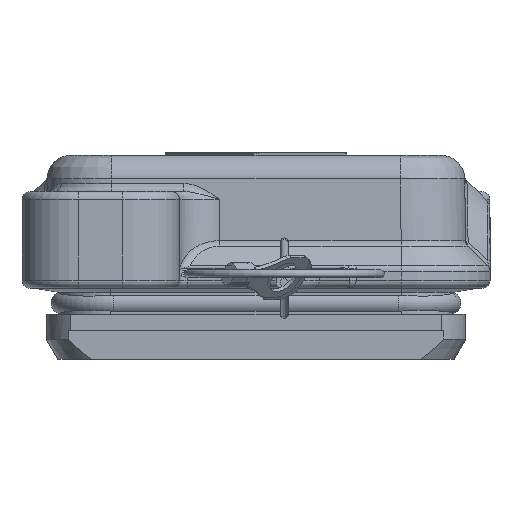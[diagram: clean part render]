
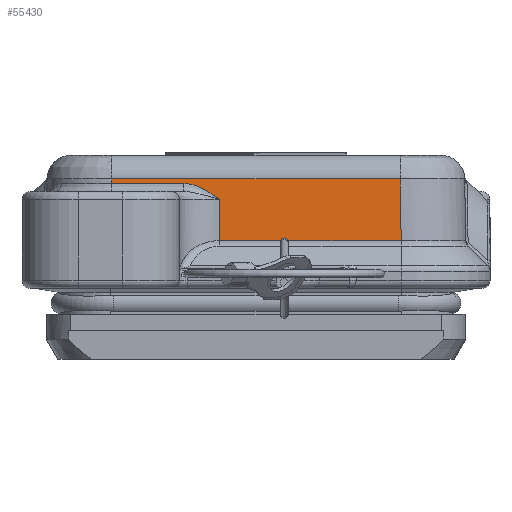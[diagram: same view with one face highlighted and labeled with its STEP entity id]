
A CAD part, left-side view. The second image highlights one B-rep face of the part: STEP entity #55430.
In plain terms, the highlighted face is planar.
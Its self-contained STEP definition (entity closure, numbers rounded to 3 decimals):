
#54000=CARTESIAN_POINT('',(137.122,-34.279,
-25.903));
#54010=DIRECTION('',(-1.,0.017,0.));
#54020=DIRECTION('',(0.017,1.,0.));
#54030=AXIS2_PLACEMENT_3D('',#54000,#54010,#54020);
#54040=PLANE('',#54030);
#54050=CARTESIAN_POINT('',(137.482,-13.619,
-30.5));
#54060=DIRECTION('',(0.017,1.,0.));
#54070=VECTOR('',#54060,1.);
#54080=LINE('',#54050,#54070);
#54090=CARTESIAN_POINT('',(137.289,-24.723,
-30.5));
#54100=VERTEX_POINT('',#54090);
#54110=CARTESIAN_POINT('',(137.378,-19.61,
-30.5));
#54120=VERTEX_POINT('',#54110);
#54130=EDGE_CURVE('',#54100,#54120,#54080,.T.);
#54140=ORIENTED_EDGE('',*,*,#54130,.T.);
#54150=CARTESIAN_POINT('',(137.289,-24.723,
-30.5));
#54160=CARTESIAN_POINT('',(137.289,-24.726,
-30.504));
#54170=CARTESIAN_POINT('',(137.288,-24.729,
-30.508));
#54180=CARTESIAN_POINT('',(137.288,-24.735,
-30.517));
#54190=CARTESIAN_POINT('',(137.288,-24.738,
-30.521));
#54200=CARTESIAN_POINT('',(137.288,-24.747,
-30.534));
#54210=CARTESIAN_POINT('',(137.288,-24.753,
-30.542));
#54220=CARTESIAN_POINT('',(137.288,-24.771,
-30.567));
#54230=CARTESIAN_POINT('',(137.288,-24.783,
-30.584));
#54240=CARTESIAN_POINT('',(137.287,-24.819,
-30.635));
#54250=CARTESIAN_POINT('',(137.287,-24.842,
-30.669));
#54260=CARTESIAN_POINT('',(137.285,-24.914,
-30.77));
#54270=CARTESIAN_POINT('',(137.284,-24.961,
-30.837));
#54280=CARTESIAN_POINT('',(137.283,-25.039,
-30.949));
#54290=CARTESIAN_POINT('',(137.283,-25.069,
-30.993));
#54300=CARTESIAN_POINT('',(137.281,-25.13,
-31.082));
#54310=CARTESIAN_POINT('',(137.281,-25.161,
-31.126));
#54320=CARTESIAN_POINT('',(137.279,-25.252,
-31.259));
#54330=CARTESIAN_POINT('',(137.278,-25.311,
-31.349));
#54340=CARTESIAN_POINT('',(137.277,-25.4,
-31.483));
#54350=CARTESIAN_POINT('',(137.276,-25.43,
-31.528));
#54360=CARTESIAN_POINT('',(137.275,-25.488,
-31.619));
#54370=CARTESIAN_POINT('',(137.275,-25.517,
-31.664));
#54380=CARTESIAN_POINT('',(137.274,-25.574,
-31.755));
#54390=CARTESIAN_POINT('',(137.273,-25.603,
-31.801));
#54400=CARTESIAN_POINT('',(137.272,-25.659,
-31.892));
#54410=CARTESIAN_POINT('',(137.272,-25.687,
-31.938));
#54420=CARTESIAN_POINT('',(137.271,-25.745,
-32.035));
#54430=CARTESIAN_POINT('',(137.27,-25.775,
-32.086));
#54440=CARTESIAN_POINT('',(137.269,-25.834,
-32.189));
#54450=CARTESIAN_POINT('',(137.269,-25.863,
-32.241));
#54460=CARTESIAN_POINT('',(137.268,-25.92,
-32.344));
#54470=CARTESIAN_POINT('',(137.267,-25.948,
-32.397));
#54480=CARTESIAN_POINT('',(137.266,-26.004,
-32.501));
#54490=CARTESIAN_POINT('',(137.266,-26.031,
-32.554));
#54500=CARTESIAN_POINT('',(137.265,-26.084,
-32.66));
#54510=CARTESIAN_POINT('',(137.264,-26.11,
-32.713));
#54520=CARTESIAN_POINT('',(137.264,-26.161,
-32.82));
#54530=CARTESIAN_POINT('',(137.263,-26.186,
-32.874));
#54540=CARTESIAN_POINT('',(137.262,-26.234,
-32.982));
#54550=CARTESIAN_POINT('',(137.262,-26.257,
-33.036));
#54560=CARTESIAN_POINT('',(137.261,-26.303,
-33.146));
#54570=CARTESIAN_POINT('',(137.261,-26.325,
-33.201));
#54580=CARTESIAN_POINT('',(137.26,-26.367,
-33.311));
#54590=CARTESIAN_POINT('',(137.26,-26.388,
-33.366));
#54600=CARTESIAN_POINT('',(137.259,-26.427,
-33.477));
#54610=CARTESIAN_POINT('',(137.259,-26.446,
-33.533));
#54620=CARTESIAN_POINT('',(137.258,-26.481,
-33.645));
#54630=CARTESIAN_POINT('',(137.258,-26.498,
-33.702));
#54640=CARTESIAN_POINT('',(137.257,-26.53,
-33.815));
#54650=CARTESIAN_POINT('',(137.257,-26.545,
-33.872));
#54660=CARTESIAN_POINT('',(137.256,-26.574,
-33.986));
#54670=CARTESIAN_POINT('',(137.256,-26.587,
-34.044));
#54680=CARTESIAN_POINT('',(137.256,-26.61,
-34.159));
#54690=CARTESIAN_POINT('',(137.255,-26.621,
-34.217));
#54700=CARTESIAN_POINT('',(137.255,-26.641,
-34.333));
#54710=CARTESIAN_POINT('',(137.255,-26.649,
-34.391));
#54720=CARTESIAN_POINT('',(137.255,-26.664,
-34.508));
#54730=CARTESIAN_POINT('',(137.255,-26.67,
-34.566));
#54740=CARTESIAN_POINT('',(137.255,-26.676,
-34.638));
#54750=CARTESIAN_POINT('',(137.254,-26.677,
-34.651));
#54760=CARTESIAN_POINT('',(137.254,-26.679,
-34.677));
#54770=CARTESIAN_POINT('',(137.254,-26.68,
-34.69));
#54780=CARTESIAN_POINT('',(137.254,-26.682,
-34.717));
#54790=CARTESIAN_POINT('',(137.254,-26.682,
-34.73));
#54800=CARTESIAN_POINT('',(137.254,-26.684,
-34.756));
#54810=CARTESIAN_POINT('',(137.254,-26.684,
-34.769));
#54820=CARTESIAN_POINT('',(137.254,-26.686,
-34.796));
#54830=CARTESIAN_POINT('',(137.254,-26.686,
-34.809));
#54840=CARTESIAN_POINT('',(137.254,-26.687,
-34.835));
#54850=CARTESIAN_POINT('',(137.254,-26.687,
-34.848));
#54860=CARTESIAN_POINT('',(137.254,-26.688,
-34.875));
#54870=CARTESIAN_POINT('',(137.254,-26.688,
-34.888));
#54880=CARTESIAN_POINT('',(137.254,-26.688,
-34.914));
#54890=CARTESIAN_POINT('',(137.254,-26.688,
-34.928));
#54900=CARTESIAN_POINT('',(137.254,-26.688,
-34.941));
#54910=B_SPLINE_CURVE_WITH_KNOTS('',3,(#54150,#54160,#54170,#54180,
#54190,#54200,#54210,#54220,#54230,#54240,#54250,#54260,#54270,#54280,
#54290,#54300,#54310,#54320,#54330,#54340,#54350,#54360,#54370,#54380,
#54390,#54400,#54410,#54420,#54430,#54440,#54450,#54460,#54470,#54480,
#54490,#54500,#54510,#54520,#54530,#54540,#54550,#54560,#54570,#54580,
#54590,#54600,#54610,#54620,#54630,#54640,#54650,#54660,#54670,#54680,
#54690,#54700,#54710,#54720,#54730,#54740,#54750,#54760,#54770,#54780,
#54790,#54800,#54810,#54820,#54830,#54840,#54850,#54860,#54870,#54880,
#54890,#54900),.UNSPECIFIED.,.F.,.F.,(4,2,2,2,2,2,2,2,2,2,2,2,2,2,2,2,2,
2,2,2,2,2,2,2,2,2,2,2,2,2,2,2,2,2,2,2,2,4),(0.,0.016,
0.032,0.063,0.127,
0.254,0.507,0.671,0.836,
1.163,1.326,1.489,1.651,
1.812,1.989,2.165,2.341,
2.515,2.688,2.86,3.03,
3.2,3.367,3.533,3.697,
3.861,4.022,4.182,4.341,
4.498,4.533,4.568,4.603,
4.638,4.672,4.707,4.742,
4.777),.UNSPECIFIED.);
#54920=CARTESIAN_POINT('',(137.254,-26.688,
-34.941));
#54930=VERTEX_POINT('',#54920);
#54940=EDGE_CURVE('',#54100,#54930,#54910,.T.);
#54950=ORIENTED_EDGE('',*,*,#54940,.F.);
#54960=CARTESIAN_POINT('',(137.254,-26.688,
-30.82));
#54970=DIRECTION('',(0.,0.,-1.));
#54980=VECTOR('',#54970,1.);
#54990=LINE('',#54960,#54980);
#55000=CARTESIAN_POINT('',(137.254,-26.688,
-43.871));
#55010=VERTEX_POINT('',#55000);
#55020=EDGE_CURVE('',#54930,#55010,#54990,.T.);
#55030=ORIENTED_EDGE('',*,*,#55020,.F.);
#55040=CARTESIAN_POINT('',(137.478,-13.845,
-44.095));
#55050=DIRECTION('',(-0.017,-1.,
0.017));
#55060=VECTOR('',#55050,1.);
#55070=LINE('',#55040,#55060);
#55080=CARTESIAN_POINT('',(137.244,-27.258,
-43.861));
#55090=VERTEX_POINT('',#55080);
#55100=EDGE_CURVE('',#55010,#55090,#55070,.T.);
#55110=ORIENTED_EDGE('',*,*,#55100,.F.);
#55120=CARTESIAN_POINT('',(137.244,-27.258,
-26.));
#55130=DIRECTION('',(0.,0.,-1.));
#55140=VECTOR('',#55130,1.);
#55150=LINE('',#55120,#55140);
#55160=CARTESIAN_POINT('',(137.244,-27.258,
-8.139));
#55170=VERTEX_POINT('',#55160);
#55180=EDGE_CURVE('',#55170,#55090,#55150,.T.);
#55190=ORIENTED_EDGE('',*,*,#55180,.T.);
#55200=CARTESIAN_POINT('',(137.478,-13.845,
-7.905));
#55210=DIRECTION('',(-0.017,-1.,
-0.017));
#55220=VECTOR('',#55210,1.);
#55230=LINE('',#55200,#55220);
#55240=CARTESIAN_POINT('',(137.378,-19.61,
-8.006));
#55250=VERTEX_POINT('',#55240);
#55260=EDGE_CURVE('',#55250,#55170,#55230,.T.);
#55270=ORIENTED_EDGE('',*,*,#55260,.T.);
#55280=CARTESIAN_POINT('',(137.378,-19.61,
-30.5));
#55290=CARTESIAN_POINT('',(137.378,-19.61,
-30.442));
#55300=CARTESIAN_POINT('',(137.378,-19.61,
-30.383));
#55310=CARTESIAN_POINT('',(137.378,-19.61,
-26.65));
#55320=CARTESIAN_POINT('',(137.378,-19.61,
-22.975));
#55330=CARTESIAN_POINT('',(137.378,-19.61,
-15.594));
#55340=CARTESIAN_POINT('',(137.378,-19.61,
-11.887));
#55350=CARTESIAN_POINT('',(137.378,-19.61,
-8.122));
#55360=CARTESIAN_POINT('',(137.378,-19.61,
-8.064));
#55370=CARTESIAN_POINT('',(137.378,-19.61,
-8.006));
#55380=B_SPLINE_CURVE_WITH_KNOTS('',3,(#55280,#55290,#55300,#55310,
#55320,#55330,#55340,#55350,#55360,#55370),.UNSPECIFIED.,.F.,.F.,(4,2,2,
2,4),(0.,0.175,11.2,22.319,
22.497),.UNSPECIFIED.);
#55390=EDGE_CURVE('',#54120,#55250,#55380,.T.);
#55400=ORIENTED_EDGE('',*,*,#55390,.T.);
#55410=EDGE_LOOP('',(#55400,#55270,#55190,#55110,#55030,#54950,#54140));
#55420=FACE_OUTER_BOUND('',#55410,.T.);
#55430=ADVANCED_FACE('',(#55420),#54040,.F.);
